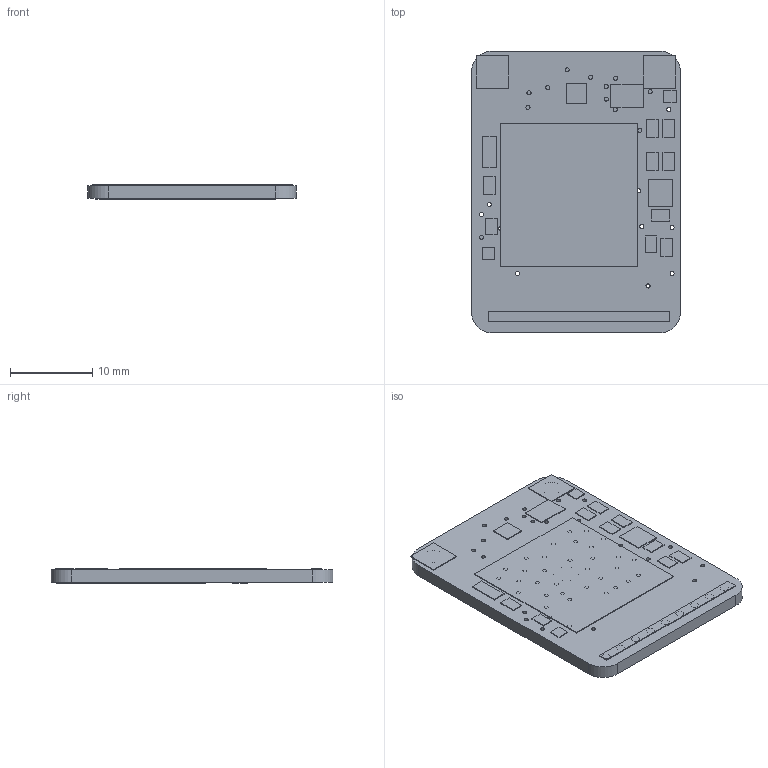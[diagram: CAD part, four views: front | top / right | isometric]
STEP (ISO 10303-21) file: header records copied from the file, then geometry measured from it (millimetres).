
FILE_DESCRIPTION(/* description */ (''),/* implementation_level */ '2;1');
FILE_NAME(/* name */ 'Adafruit Ultimate GPS.step',/* time_stamp */ '2018-04-07T20:47:33-04:00',/* author */ ('Ryan Daniels'),/* organization */ (''),/* preprocessor_version */ 'ST-DEVELOPER v16.13',/* originating_system */ 'Autodesk Translation Framework v6.5.0.72',/* authorisation */ '');
FILE_SCHEMA (('AUTOMOTIVE_DESIGN { 1 0 10303 214 3 1 1 }'));
Length unit declared in the file: millimetre
Products named in the file (16): Adafruit Ultimate GPS; PCB Component; Board; FGPMMOPA6H; MIC5225-3.3; RED; 10K; MOUNTINGHOLE2.5; CUS520; CR1220; FIDUCIAL""; ADAFRUIT_2.5MM; U.FL; 1X09_ROUND_70; PCBFEAT-REV-040; ADAFRUIT_5MM
Assembly tree (24 placements, depth 3):
  Adafruit Ultimate GPS
    PCB Component
      Board
      FGPMMOPA6H
      MIC5225-3.3
      RED
      10K  x7
      MOUNTINGHOLE2.5  x2
      CUS520  x2
      CR1220
      FIDUCIAL""  x2
      ADAFRUIT_2.5MM
      U.FL
      1X09_ROUND_70
      PCBFEAT-REV-040
      ADAFRUIT_5MM
Bounding box: 25.4 x 34.29 x 1.77 mm (x, y, z)
Volume: 1375.4 mm3; surface area: 3522.7 mm2
Topology: 23 solids, 23 shells, 209 faces, 489 edges, 326 vertices
Faces by surface type: plane 138, cylinder 71
Full cylindrical faces by diameter (mm): 0.5 x55, 1 x9, 2.5 x2, 3 x1
Entity records: 5548 total; most frequent: DIRECTION 913, CARTESIAN_POINT 830, ORIENTED_EDGE 762, EDGE_CURVE 381, AXIS2_PLACEMENT_3D 337, EDGE_LOOP 289, VERTEX_POINT 254, LINE 239
